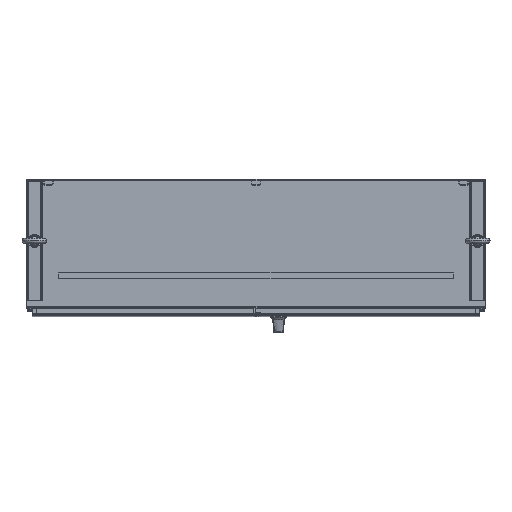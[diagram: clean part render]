
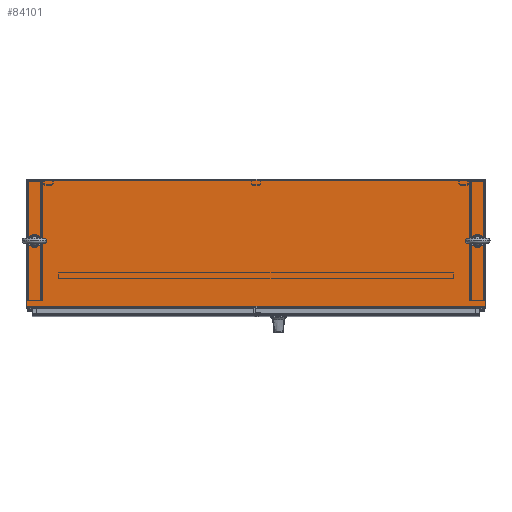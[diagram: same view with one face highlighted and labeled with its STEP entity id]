
A CAD part, top view. The second image highlights one B-rep face of the part: STEP entity #84101.
In plain terms, the highlighted planar face has unit normal (0, 0, 1).
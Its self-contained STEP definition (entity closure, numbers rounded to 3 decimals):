
#2281 = AXIS2_PLACEMENT_3D ( 'NONE', #33847, #66517, #74019 ) ;
#3599 = EDGE_LOOP ( 'NONE', ( #8949, #14392 ) ) ;
#4827 = LINE ( 'NONE', #60536, #74255 ) ;
#5110 = VERTEX_POINT ( 'NONE', #66857 ) ;
#6540 = EDGE_CURVE ( 'NONE', #11025, #5110, #26745, .T. ) ;
#7370 = VERTEX_POINT ( 'NONE', #81760 ) ;
#7633 = CIRCLE ( 'NONE', #23089, 0.375 ) ;
#8066 = DIRECTION ( 'NONE',  ( 1., 0., 0. ) ) ;
#8096 = EDGE_CURVE ( 'NONE', #36413, #82600, #86246, .T. ) ;
#8707 = ORIENTED_EDGE ( 'NONE', *, *, #8096, .F. ) ;
#8949 = ORIENTED_EDGE ( 'NONE', *, *, #19244, .T. ) ;
#9671 = ORIENTED_EDGE ( 'NONE', *, *, #102233, .F. ) ;
#11025 = VERTEX_POINT ( 'NONE', #97454 ) ;
#11811 = DIRECTION ( 'NONE',  ( 1., 0., 0. ) ) ;
#11967 = ORIENTED_EDGE ( 'NONE', *, *, #84431, .F. ) ;
#12838 = DIRECTION ( 'NONE',  ( 0., -1., 0. ) ) ;
#14392 = ORIENTED_EDGE ( 'NONE', *, *, #57116, .T. ) ;
#16391 = DIRECTION ( 'NONE',  ( 1., 0., 0. ) ) ;
#17058 = EDGE_LOOP ( 'NONE', ( #63839, #40130 ) ) ;
#17970 = PLANE ( 'NONE',  #55601 ) ;
#19244 = EDGE_CURVE ( 'NONE', #27362, #96853, #7633, .T. ) ;
#19265 = VECTOR ( 'NONE', #81323, 39.37 ) ;
#19555 = FACE_BOUND ( 'NONE', #17058, .T. ) ;
#22733 = DIRECTION ( 'NONE',  ( 0., 0., -1. ) ) ;
#23089 = AXIS2_PLACEMENT_3D ( 'NONE', #76101, #101815, #58457 ) ;
#23427 = CIRCLE ( 'NONE', #59358, 0.375 ) ;
#24005 = LINE ( 'NONE', #31023, #19265 ) ;
#26334 = ORIENTED_EDGE ( 'NONE', *, *, #83873, .T. ) ;
#26745 = CIRCLE ( 'NONE', #100328, 0.375 ) ;
#27362 = VERTEX_POINT ( 'NONE', #37724 ) ;
#31023 = CARTESIAN_POINT ( 'NONE',  ( -29.936, 0.03, 36.063 ) ) ;
#31497 = CARTESIAN_POINT ( 'NONE',  ( 28.562, -7.908, 36.063 ) ) ;
#33069 = EDGE_CURVE ( 'NONE', #5110, #11025, #43345, .T. ) ;
#33847 = CARTESIAN_POINT ( 'NONE',  ( -28.936, -7.908, 36.063 ) ) ;
#34327 = DIRECTION ( 'NONE',  ( 0., 0., -1. ) ) ;
#36413 = VERTEX_POINT ( 'NONE', #72398 ) ;
#37724 = CARTESIAN_POINT ( 'NONE',  ( 29.312, -7.908, 36.063 ) ) ;
#37781 = DIRECTION ( 'NONE',  ( 0., 0., 1. ) ) ;
#40130 = ORIENTED_EDGE ( 'NONE', *, *, #6540, .T. ) ;
#43345 = CIRCLE ( 'NONE', #2281, 0.375 ) ;
#47557 = VECTOR ( 'NONE', #12838, 39.37 ) ;
#49414 = VERTEX_POINT ( 'NONE', #89333 ) ;
#50452 = VECTOR ( 'NONE', #16391, 39.37 ) ;
#53317 = DIRECTION ( 'NONE',  ( 1., 0., 0. ) ) ;
#55601 = AXIS2_PLACEMENT_3D ( 'NONE', #64915, #37781, #53317 ) ;
#57107 = CARTESIAN_POINT ( 'NONE',  ( -29.936, -16.42, 36.063 ) ) ;
#57116 = EDGE_CURVE ( 'NONE', #96853, #27362, #23427, .T. ) ;
#58457 = DIRECTION ( 'NONE',  ( 1., 0., 0. ) ) ;
#58693 = FACE_BOUND ( 'NONE', #3599, .T. ) ;
#59087 = EDGE_LOOP ( 'NONE', ( #8707, #11967, #9671, #26334 ) ) ;
#59358 = AXIS2_PLACEMENT_3D ( 'NONE', #86529, #22733, #62399 ) ;
#60536 = CARTESIAN_POINT ( 'NONE',  ( 29.937, 0.03, 36.063 ) ) ;
#62399 = DIRECTION ( 'NONE',  ( 1., 0., 0. ) ) ;
#63839 = ORIENTED_EDGE ( 'NONE', *, *, #33069, .T. ) ;
#64915 = CARTESIAN_POINT ( 'NONE',  ( -29.936, -16.563, 36.063 ) ) ;
#66231 = LINE ( 'NONE', #57107, #50452 ) ;
#66517 = DIRECTION ( 'NONE',  ( 0., 0., -1. ) ) ;
#66768 = FACE_OUTER_BOUND ( 'NONE', #59087, .T. ) ;
#66857 = CARTESIAN_POINT ( 'NONE',  ( -28.561, -7.908, 36.063 ) ) ;
#72398 = CARTESIAN_POINT ( 'NONE',  ( 29.937, 0.03, 36.063 ) ) ;
#72799 = CARTESIAN_POINT ( 'NONE',  ( 29.937, -16.42, 36.063 ) ) ;
#73451 = CARTESIAN_POINT ( 'NONE',  ( -28.936, -7.908, 36.063 ) ) ;
#74019 = DIRECTION ( 'NONE',  ( 1., 0., 0. ) ) ;
#74255 = VECTOR ( 'NONE', #11811, 39.37 ) ;
#76101 = CARTESIAN_POINT ( 'NONE',  ( 28.937, -7.908, 36.063 ) ) ;
#81323 = DIRECTION ( 'NONE',  ( 0., 1., 0. ) ) ;
#81760 = CARTESIAN_POINT ( 'NONE',  ( -29.936, -16.42, 36.063 ) ) ;
#82600 = VERTEX_POINT ( 'NONE', #72799 ) ;
#83873 = EDGE_CURVE ( 'NONE', #7370, #82600, #66231, .T. ) ;
#84101 = ADVANCED_FACE ( 'NONE', ( #19555, #66768, #58693 ), #17970, .T. ) ;
#84431 = EDGE_CURVE ( 'NONE', #49414, #36413, #4827, .T. ) ;
#86246 = LINE ( 'NONE', #88352, #47557 ) ;
#86529 = CARTESIAN_POINT ( 'NONE',  ( 28.937, -7.908, 36.063 ) ) ;
#88352 = CARTESIAN_POINT ( 'NONE',  ( 29.937, -16.563, 36.063 ) ) ;
#89333 = CARTESIAN_POINT ( 'NONE',  ( -29.936, 0.03, 36.063 ) ) ;
#96853 = VERTEX_POINT ( 'NONE', #31497 ) ;
#97454 = CARTESIAN_POINT ( 'NONE',  ( -29.311, -7.908, 36.063 ) ) ;
#100328 = AXIS2_PLACEMENT_3D ( 'NONE', #73451, #34327, #8066 ) ;
#101815 = DIRECTION ( 'NONE',  ( 0., 0., -1. ) ) ;
#102233 = EDGE_CURVE ( 'NONE', #7370, #49414, #24005, .T. ) ;
